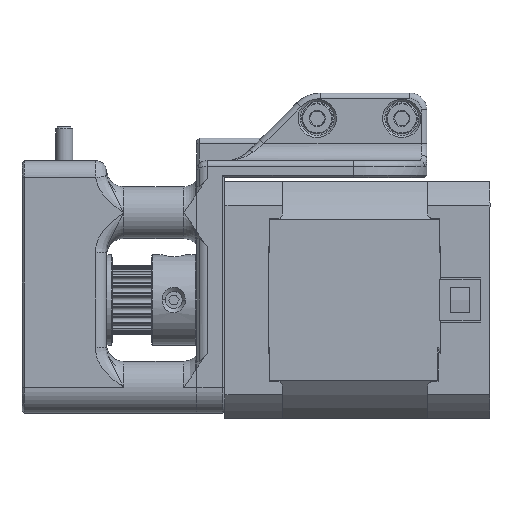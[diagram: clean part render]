
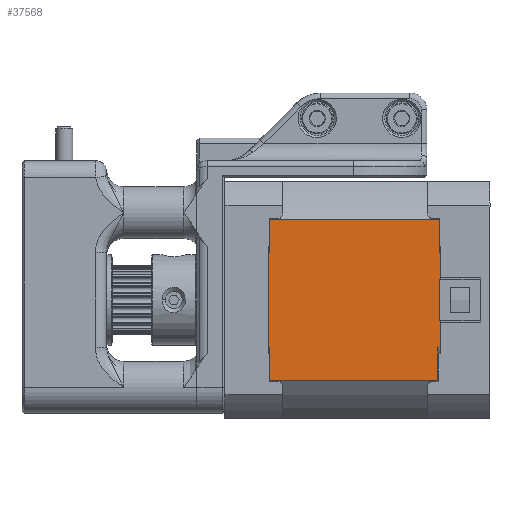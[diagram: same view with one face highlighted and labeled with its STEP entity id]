
A CAD part, front view. The second image highlights one B-rep face of the part: STEP entity #37568.
In plain terms, the highlighted planar face has unit normal (0, -1, 0).
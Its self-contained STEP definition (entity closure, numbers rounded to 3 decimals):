
#3893=FACE_OUTER_BOUND('',#5705,.T.);
#5705=EDGE_LOOP('',(#24594,#24595,#24596,#24597,#24598,#24599,#24600,#24601,
#24602,#24603,#24604,#24605,#24606,#24607,#24608,#24609));
#7660=LINE('',#55772,#11067);
#7662=LINE('',#55778,#11069);
#7668=LINE('',#55800,#11075);
#7669=LINE('',#55802,#11076);
#7670=LINE('',#55804,#11077);
#7671=LINE('',#55806,#11078);
#7672=LINE('',#55808,#11079);
#7673=LINE('',#55810,#11080);
#7674=LINE('',#55812,#11081);
#7675=LINE('',#55814,#11082);
#7676=LINE('',#55816,#11083);
#7677=LINE('',#55818,#11084);
#7678=LINE('',#55820,#11085);
#7679=LINE('',#55822,#11086);
#7680=LINE('',#55824,#11087);
#7681=LINE('',#55825,#11088);
#11067=VECTOR('',#43773,10.);
#11069=VECTOR('',#43779,10.);
#11075=VECTOR('',#43797,0.1);
#11076=VECTOR('',#43798,4.848);
#11077=VECTOR('',#43799,0.164);
#11078=VECTOR('',#43800,7.315);
#11079=VECTOR('',#43801,0.164);
#11080=VECTOR('',#43802,4.848);
#11081=VECTOR('',#43803,0.1);
#11082=VECTOR('',#43804,5.724);
#11083=VECTOR('',#43805,10.);
#11084=VECTOR('',#43806,5.724);
#11085=VECTOR('',#43807,0.1);
#11086=VECTOR('',#43808,17.012);
#11087=VECTOR('',#43809,0.1);
#11088=VECTOR('',#43810,5.724);
#14521=VERTEX_POINT('',#55769);
#14522=VERTEX_POINT('',#55771);
#14524=VERTEX_POINT('',#55777);
#14534=VERTEX_POINT('',#55799);
#14535=VERTEX_POINT('',#55801);
#14536=VERTEX_POINT('',#55803);
#14537=VERTEX_POINT('',#55805);
#14538=VERTEX_POINT('',#55807);
#14539=VERTEX_POINT('',#55809);
#14540=VERTEX_POINT('',#55811);
#14541=VERTEX_POINT('',#55813);
#14542=VERTEX_POINT('',#55815);
#14543=VERTEX_POINT('',#55817);
#14544=VERTEX_POINT('',#55819);
#14545=VERTEX_POINT('',#55821);
#14546=VERTEX_POINT('',#55823);
#18492=EDGE_CURVE('',#14521,#14522,#7660,.T.);
#18495=EDGE_CURVE('',#14522,#14524,#7662,.T.);
#18506=EDGE_CURVE('',#14521,#14534,#7668,.T.);
#18507=EDGE_CURVE('',#14535,#14534,#7669,.T.);
#18508=EDGE_CURVE('',#14535,#14536,#7670,.T.);
#18509=EDGE_CURVE('',#14536,#14537,#7671,.T.);
#18510=EDGE_CURVE('',#14537,#14538,#7672,.T.);
#18511=EDGE_CURVE('',#14539,#14538,#7673,.T.);
#18512=EDGE_CURVE('',#14539,#14540,#7674,.T.);
#18513=EDGE_CURVE('',#14540,#14541,#7675,.T.);
#18514=EDGE_CURVE('',#14541,#14542,#7676,.T.);
#18515=EDGE_CURVE('',#14542,#14543,#7677,.T.);
#18516=EDGE_CURVE('',#14543,#14544,#7678,.T.);
#18517=EDGE_CURVE('',#14544,#14545,#7679,.T.);
#18518=EDGE_CURVE('',#14545,#14546,#7680,.T.);
#18519=EDGE_CURVE('',#14546,#14524,#7681,.T.);
#24594=ORIENTED_EDGE('',*,*,#18492,.F.);
#24595=ORIENTED_EDGE('',*,*,#18506,.T.);
#24596=ORIENTED_EDGE('',*,*,#18507,.F.);
#24597=ORIENTED_EDGE('',*,*,#18508,.T.);
#24598=ORIENTED_EDGE('',*,*,#18509,.T.);
#24599=ORIENTED_EDGE('',*,*,#18510,.T.);
#24600=ORIENTED_EDGE('',*,*,#18511,.F.);
#24601=ORIENTED_EDGE('',*,*,#18512,.T.);
#24602=ORIENTED_EDGE('',*,*,#18513,.T.);
#24603=ORIENTED_EDGE('',*,*,#18514,.T.);
#24604=ORIENTED_EDGE('',*,*,#18515,.T.);
#24605=ORIENTED_EDGE('',*,*,#18516,.T.);
#24606=ORIENTED_EDGE('',*,*,#18517,.T.);
#24607=ORIENTED_EDGE('',*,*,#18518,.T.);
#24608=ORIENTED_EDGE('',*,*,#18519,.T.);
#24609=ORIENTED_EDGE('',*,*,#18495,.F.);
#36751=PLANE('',#39478);
#37568=ADVANCED_FACE('',(#3893),#36751,.T.);
#39478=AXIS2_PLACEMENT_3D('',#55798,#43795,#43796);
#43773=DIRECTION('',(-1.,0.,0.));
#43779=DIRECTION('',(0.,0.,1.));
#43795=DIRECTION('center_axis',(0.,-1.,0.));
#43796=DIRECTION('ref_axis',(0.,0.,
-1.));
#43797=DIRECTION('',(0.,0.,-1.));
#43798=DIRECTION('',(-1.,0.,0.));
#43799=DIRECTION('',(0.,0.,1.));
#43800=DIRECTION('',(1.,0.,0.));
#43801=DIRECTION('',(0.,0.,-1.));
#43802=DIRECTION('',(-1.,0.,0.));
#43803=DIRECTION('',(0.,0.,1.));
#43804=DIRECTION('',(1.,0.,0.));
#43805=DIRECTION('',(0.,0.,1.));
#43806=DIRECTION('',(-1.,0.,0.));
#43807=DIRECTION('',(0.,0.,1.));
#43808=DIRECTION('',(-1.,0.,0.));
#43809=DIRECTION('',(0.,0.,-1.));
#43810=DIRECTION('',(-1.,0.,0.));
#55769=CARTESIAN_POINT('',(-8.506,-21.1,-12.94));
#55771=CARTESIAN_POINT('',(-14.23,-21.1,-12.94));
#55772=CARTESIAN_POINT('',(-1.05,-21.1,-12.94));
#55777=CARTESIAN_POINT('',(-14.23,-21.1,16.86));
#55778=CARTESIAN_POINT('',(-14.23,-21.1,-2.94));
#55798=CARTESIAN_POINT('Origin',(14.23,-21.1,-13.44));
#55799=CARTESIAN_POINT('',(-8.506,-21.1,-13.44));
#55800=CARTESIAN_POINT('',(-8.506,-21.1,-13.34));
#55801=CARTESIAN_POINT('',(-3.658,-21.1,-13.44));
#55802=CARTESIAN_POINT('',(-3.658,-21.1,-13.44));
#55803=CARTESIAN_POINT('',(-3.658,-21.1,-13.276));
#55804=CARTESIAN_POINT('',(-3.658,-21.1,-13.44));
#55805=CARTESIAN_POINT('',(3.658,-21.1,-13.276));
#55806=CARTESIAN_POINT('',(-3.658,-21.1,-13.276));
#55807=CARTESIAN_POINT('',(3.658,-21.1,-13.44));
#55808=CARTESIAN_POINT('',(3.658,-21.1,-13.276));
#55809=CARTESIAN_POINT('',(8.506,-21.1,-13.44));
#55810=CARTESIAN_POINT('',(8.506,-21.1,-13.44));
#55811=CARTESIAN_POINT('',(8.506,-21.1,-13.34));
#55812=CARTESIAN_POINT('',(8.506,-21.1,-13.44));
#55813=CARTESIAN_POINT('',(14.23,-21.1,-13.34));
#55814=CARTESIAN_POINT('',(8.506,-21.1,-13.34));
#55815=CARTESIAN_POINT('',(14.23,-21.1,16.86));
#55816=CARTESIAN_POINT('',(14.23,-21.1,-2.94));
#55817=CARTESIAN_POINT('',(8.506,-21.1,16.86));
#55818=CARTESIAN_POINT('',(14.23,-21.1,16.86));
#55819=CARTESIAN_POINT('',(8.506,-21.1,16.96));
#55820=CARTESIAN_POINT('',(8.506,-21.1,16.86));
#55821=CARTESIAN_POINT('',(-8.506,-21.1,16.96));
#55822=CARTESIAN_POINT('',(8.506,-21.1,16.96));
#55823=CARTESIAN_POINT('',(-8.506,-21.1,16.86));
#55824=CARTESIAN_POINT('',(-8.506,-21.1,16.96));
#55825=CARTESIAN_POINT('',(-8.506,-21.1,16.86));
